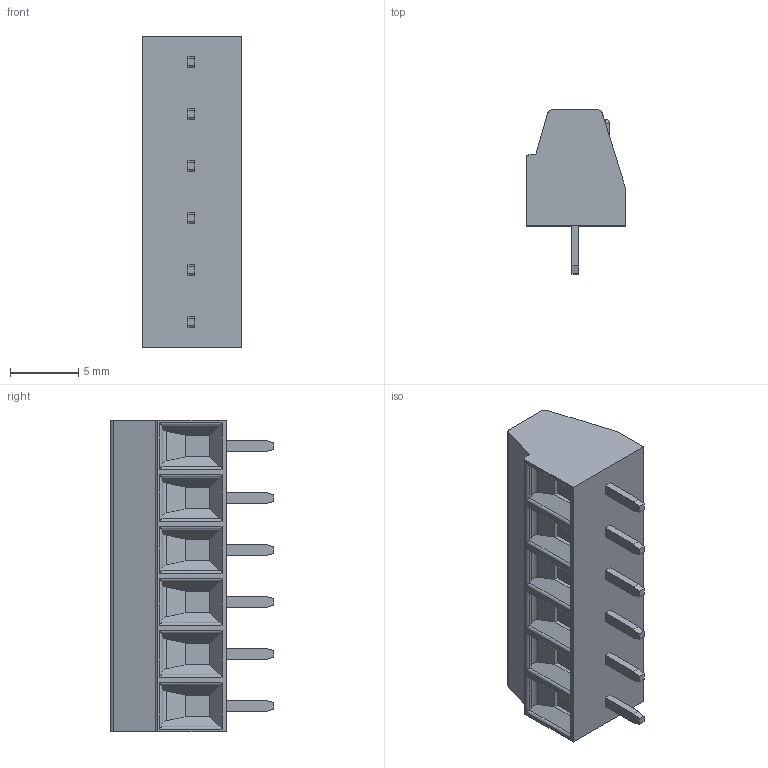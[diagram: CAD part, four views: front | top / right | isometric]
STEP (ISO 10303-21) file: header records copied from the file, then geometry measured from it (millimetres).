
FILE_DESCRIPTION((''),'2;1');
FILE_NAME('PRT0008','2024-08-24T15:31:10',('tluser'),(''),'CREO PARAMETRIC BY PTC INC, 2018100','CREO PARAMETRIC BY PTC INC, 2018100','');
FILE_SCHEMA(('AUTOMOTIVE_DESIGN { 1 0 10303 214 1 1 1 1 }'));
Length unit declared in the file: millimetre
Products named in the file (1): PRT0008
Bounding box: 7.3 x 12 x 22.86 mm (x, y, z)
Volume: 1112.7 mm3; surface area: 950.5 mm2
Topology: 1 solids, 1 shells, 204 faces, 486 edges, 308 vertices
Faces by surface type: plane 141, cylinder 51, sphere 12
Entity records: 6326 total; most frequent: CARTESIAN_POINT 1561, ORIENTED_EDGE 972, DIRECTION 907, EDGE_CURVE 486, VECTOR 354, LINE 354, VERTEX_POINT 308, AXIS2_PLACEMENT_3D 275
